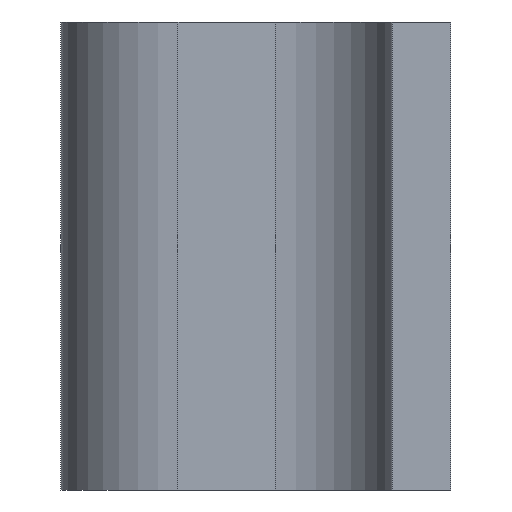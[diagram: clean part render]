
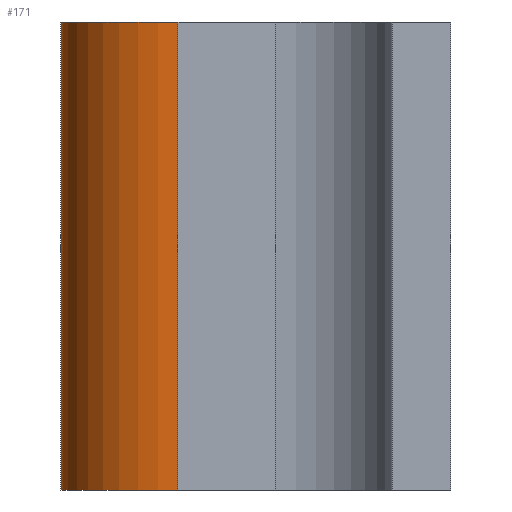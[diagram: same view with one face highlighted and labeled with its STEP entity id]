
A CAD part, left-side view. The second image highlights one B-rep face of the part: STEP entity #171.
In plain terms, the highlighted cylindrical face has radius 3 mm (diameter 6 mm), a partial arc.
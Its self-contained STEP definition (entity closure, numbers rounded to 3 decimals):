
#132=CARTESIAN_POINT('Axis2P3D Location',(-4.5,7.,6.)) ;
#137=CARTESIAN_POINT('Axis2P3D Location',(-4.5,7.,12.)) ;
#141=CARTESIAN_POINT('Vertex',(-7.5,7.,12.)) ;
#143=CARTESIAN_POINT('Vertex',(-4.5,10.,12.)) ;
#146=CARTESIAN_POINT('Line Origine',(-4.5,10.,6.)) ;
#150=CARTESIAN_POINT('Vertex',(-4.5,10.,0.)) ;
#153=CARTESIAN_POINT('Axis2P3D Location',(-4.5,7.,0.)) ;
#157=CARTESIAN_POINT('Vertex',(-7.5,7.,0.)) ;
#160=CARTESIAN_POINT('Line Origine',(-7.5,7.,6.)) ;
#133=DIRECTION('Axis2P3D Direction',(0.,0.,1.)) ;
#134=DIRECTION('Axis2P3D XDirection',(0.,1.,-0.)) ;
#138=DIRECTION('Axis2P3D Direction',(0.,0.,1.)) ;
#147=DIRECTION('Vector Direction',(0.,0.,1.)) ;
#154=DIRECTION('Axis2P3D Direction',(0.,0.,1.)) ;
#161=DIRECTION('Vector Direction',(0.,0.,1.)) ;
#135=AXIS2_PLACEMENT_3D('Cylinder Axis2P3D',#132,#133,#134) ;
#139=AXIS2_PLACEMENT_3D('Circle Axis2P3D',#137,#138,$) ;
#155=AXIS2_PLACEMENT_3D('Circle Axis2P3D',#153,#154,$) ;
#166=ORIENTED_EDGE('',*,*,#145,.T.) ;
#167=ORIENTED_EDGE('',*,*,#152,.F.) ;
#168=ORIENTED_EDGE('',*,*,#159,.T.) ;
#169=ORIENTED_EDGE('',*,*,#164,.T.) ;
#148=VECTOR('Line Direction',#147,1.) ;
#162=VECTOR('Line Direction',#161,1.) ;
#171=ADVANCED_FACE('PartBody',(#170),#136,.T.) ;
#140=CIRCLE('generated circle',#139,3.) ;
#156=CIRCLE('generated circle',#155,3.) ;
#136=CYLINDRICAL_SURFACE('generated cylinder',#135,3.) ;
#145=EDGE_CURVE('',#142,#144,#140,.F.) ;
#152=EDGE_CURVE('',#151,#144,#149,.T.) ;
#159=EDGE_CURVE('',#151,#158,#156,.T.) ;
#164=EDGE_CURVE('',#158,#142,#163,.T.) ;
#165=EDGE_LOOP('',(#166,#167,#168,#169)) ;
#170=FACE_OUTER_BOUND('',#165,.T.) ;
#149=LINE('Line',#146,#148) ;
#163=LINE('Line',#160,#162) ;
#142=VERTEX_POINT('',#141) ;
#144=VERTEX_POINT('',#143) ;
#151=VERTEX_POINT('',#150) ;
#158=VERTEX_POINT('',#157) ;
